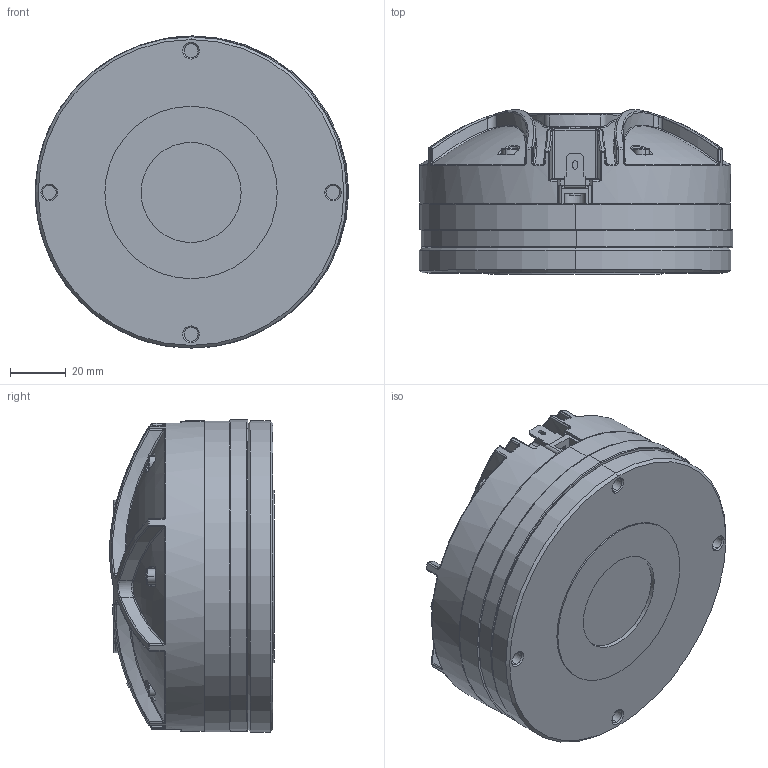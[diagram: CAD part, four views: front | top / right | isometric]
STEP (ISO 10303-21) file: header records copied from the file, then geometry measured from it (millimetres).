
FILE_DESCRIPTION (( 'STEP AP214' ), '1' );
FILE_NAME ('555A-202NTIX8.STEP', '2024-04-17T00:47:54', ( '' ), ( '' ), 'SwSTEP 2.0', 'SolidWorks 2020', '' );
FILE_SCHEMA (( 'AUTOMOTIVE_DESIGN' ));
Length unit declared in the file: millimetre
Products named in the file (18): AL washer; 201NTi T yoke20230829; 555A-202NTIX8; stainless steel mesh; Terminal plate; EVA Gasket bottom; 6.35×0.8 terminal; Plate-version 01; M3×10 Stainlness screw; 273-Ti dome; PEN Sur; back cover; 316C- Magnet; voice coil; Ti-dome1; 201NTi silicon sleeve; 200NTi plastic phase plug-01; Copper ring.slddrw
Assembly tree (23 placements, depth 3):
  555A-202NTIX8
    voice coil
    200NTi plastic phase plug-01
    Terminal plate
    back cover
    M3×10 Stainlness screw  x6
    stainless steel mesh
    EVA Gasket bottom
    316C- Magnet
    6.35×0.8 terminal  x2
    201NTi silicon sleeve
    201NTi T yoke20230829
    Plate-version 01
    273-Ti dome
      Ti-dome1
      PEN Sur
    AL washer
    Copper ring.slddrw
Bounding box: 112.68 x 59.26 x 112.34 mm (x, y, z)
Volume: 300038.4 mm3; surface area: 186955.9 mm2
Topology: 25 solids, 25 shells, 1559 faces, 4110 edges, 2592 vertices
Faces by surface type: cylinder 678, plane 360, bspline 209, torus 136, sphere 122, cone 54
Entity records: 52045 total; most frequent: CARTESIAN_POINT 19614, ORIENTED_EDGE 6482, DIRECTION 6182, EDGE_CURVE 3241, AXIS2_PLACEMENT_3D 2587, VERTEX_POINT 2040, CIRCLE 1484, EDGE_LOOP 1373
